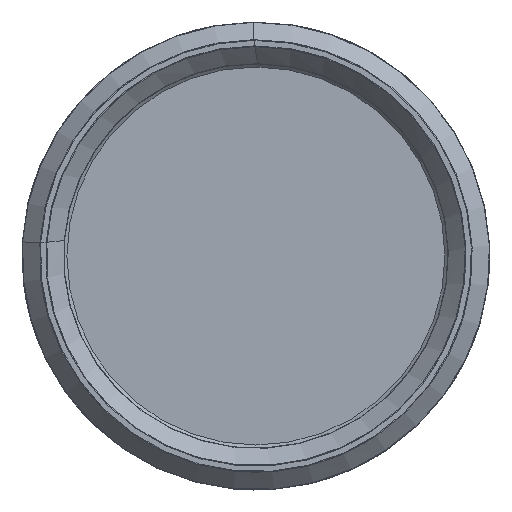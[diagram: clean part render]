
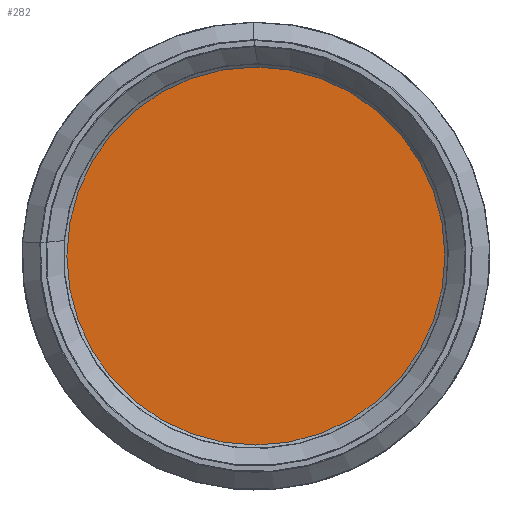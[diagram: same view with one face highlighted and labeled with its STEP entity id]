
A CAD part, left-side view. The second image highlights one B-rep face of the part: STEP entity #282.
In plain terms, the highlighted planar face has unit normal (-1, 0, 0).
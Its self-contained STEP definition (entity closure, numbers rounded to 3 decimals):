
#214=PLANE('',#826);
#282=ADVANCED_FACE('',(#358),#214,.F.);
#358=FACE_OUTER_BOUND('',#394,.T.);
#394=EDGE_LOOP('',(#552));
#552=ORIENTED_EDGE('',*,*,#692,.T.);
#613=VERTEX_POINT('',#1623);
#692=EDGE_CURVE('',#613,#613,#755,.T.);
#755=CIRCLE('',#825,69.98);
#825=AXIS2_PLACEMENT_3D('',#1622,#980,#981);
#826=AXIS2_PLACEMENT_3D('',#1624,#982,#983);
#980=DIRECTION('',(-1.,0.,0.));
#981=DIRECTION('',(0.,0.,1.));
#982=DIRECTION('',(1.,0.,0.));
#983=DIRECTION('',(0.,0.,-1.));
#1622=CARTESIAN_POINT('',(10.,0.,0.));
#1623=CARTESIAN_POINT('',(10.,0.,69.98));
#1624=CARTESIAN_POINT('',(10.,50.5,0.));
